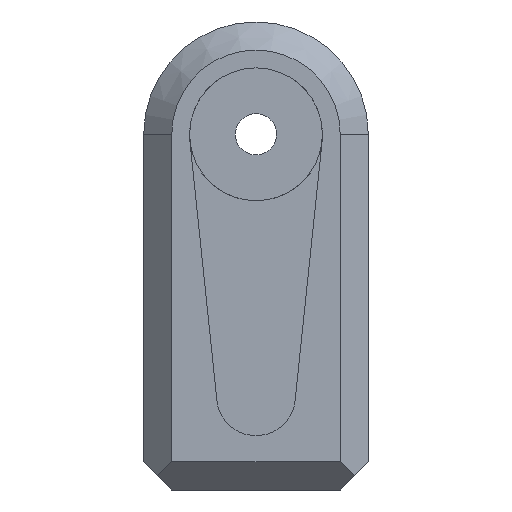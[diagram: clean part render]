
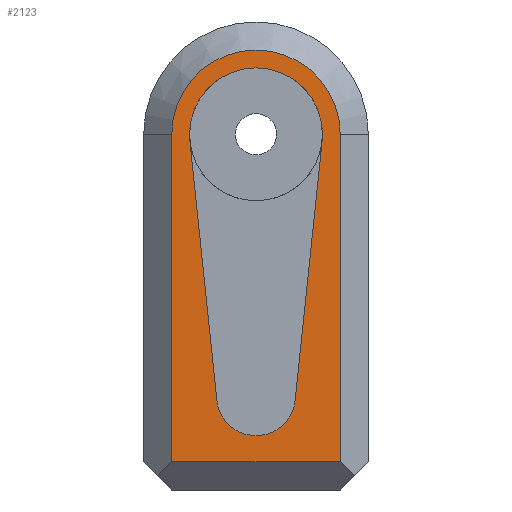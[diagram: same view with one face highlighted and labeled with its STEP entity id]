
A CAD part, front view. The second image highlights one B-rep face of the part: STEP entity #2123.
In plain terms, the highlighted planar face has unit normal (0, -1, 0).
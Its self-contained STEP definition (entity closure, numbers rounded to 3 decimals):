
#955 = PLANE('',#956);
#956 = AXIS2_PLACEMENT_3D('',#957,#958,#959);
#957 = CARTESIAN_POINT('',(-6.3,-20.5,1.5));
#958 = DIRECTION('',(-0.,0.707,0.707));
#959 = DIRECTION('',(1.,0.,0.));
#1206 = PLANE('',#1207);
#1207 = AXIS2_PLACEMENT_3D('',#1208,#1209,#1210);
#1208 = CARTESIAN_POINT('',(-4.5,-20.5,-5.));
#1209 = DIRECTION('',(-0.707,-0.707,0.));
#1210 = DIRECTION('',(0.,0.,1.));
#1568 = PLANE('',#1569);
#1569 = AXIS2_PLACEMENT_3D('',#1570,#1571,#1572);
#1570 = CARTESIAN_POINT('',(4.5,-20.5,-5.));
#1571 = DIRECTION('',(-0.707,0.707,0.));
#1572 = DIRECTION('',(0.,0.,1.));
#1696 = EDGE_CURVE('',#1697,#1699,#1701,.T.);
#1697 = VERTEX_POINT('',#1698);
#1698 = CARTESIAN_POINT('',(-4.5,-20.5,1.5));
#1699 = VERTEX_POINT('',#1700);
#1700 = CARTESIAN_POINT('',(-4.5,-20.5,19.));
#1701 = SURFACE_CURVE('',#1702,(#1706,#1713),.PCURVE_S1.);
#1702 = LINE('',#1703,#1704);
#1703 = CARTESIAN_POINT('',(-4.5,-20.5,12.5));
#1704 = VECTOR('',#1705,1.);
#1705 = DIRECTION('',(0.,0.,1.));
#1706 = PCURVE('',#1206,#1707);
#1707 = DEFINITIONAL_REPRESENTATION('',(#1708),#1712);
#1708 = LINE('',#1709,#1710);
#1709 = CARTESIAN_POINT('',(17.5,0.));
#1710 = VECTOR('',#1711,1.);
#1711 = DIRECTION('',(1.,0.));
#1712 = ( GEOMETRIC_REPRESENTATION_CONTEXT(2) 
PARAMETRIC_REPRESENTATION_CONTEXT() REPRESENTATION_CONTEXT('2D SPACE',''
  ) );
#1713 = PCURVE('',#1714,#1719);
#1714 = PLANE('',#1715);
#1715 = AXIS2_PLACEMENT_3D('',#1716,#1717,#1718);
#1716 = CARTESIAN_POINT('',(0.,-20.5,25.));
#1717 = DIRECTION('',(0.,-1.,0.));
#1718 = DIRECTION('',(0.,0.,-1.));
#1719 = DEFINITIONAL_REPRESENTATION('',(#1720),#1724);
#1720 = LINE('',#1721,#1722);
#1721 = CARTESIAN_POINT('',(12.5,-4.5));
#1722 = VECTOR('',#1723,1.);
#1723 = DIRECTION('',(-1.,0.));
#1724 = ( GEOMETRIC_REPRESENTATION_CONTEXT(2) 
PARAMETRIC_REPRESENTATION_CONTEXT() REPRESENTATION_CONTEXT('2D SPACE',''
  ) );
#1740 = CONICAL_SURFACE('',#1741,0.,0.785);
#1741 = AXIS2_PLACEMENT_3D('',#1742,#1743,#1744);
#1742 = CARTESIAN_POINT('',(0.,-25.,19.));
#1743 = DIRECTION('',(0.,1.,0.));
#1744 = DIRECTION('',(0.809,0.,-0.588
    ));
#2042 = VERTEX_POINT('',#2043);
#2043 = CARTESIAN_POINT('',(4.5,-20.5,1.5));
#2081 = VERTEX_POINT('',#2082);
#2082 = CARTESIAN_POINT('',(4.5,-20.5,19.));
#2103 = EDGE_CURVE('',#2042,#2081,#2104,.T.);
#2104 = SURFACE_CURVE('',#2105,(#2109,#2116),.PCURVE_S1.);
#2105 = LINE('',#2106,#2107);
#2106 = CARTESIAN_POINT('',(4.5,-20.5,12.5));
#2107 = VECTOR('',#2108,1.);
#2108 = DIRECTION('',(0.,0.,1.));
#2109 = PCURVE('',#1568,#2110);
#2110 = DEFINITIONAL_REPRESENTATION('',(#2111),#2115);
#2111 = LINE('',#2112,#2113);
#2112 = CARTESIAN_POINT('',(17.5,0.));
#2113 = VECTOR('',#2114,1.);
#2114 = DIRECTION('',(1.,0.));
#2115 = ( GEOMETRIC_REPRESENTATION_CONTEXT(2) 
PARAMETRIC_REPRESENTATION_CONTEXT() REPRESENTATION_CONTEXT('2D SPACE',''
  ) );
#2116 = PCURVE('',#1714,#2117);
#2117 = DEFINITIONAL_REPRESENTATION('',(#2118),#2122);
#2118 = LINE('',#2119,#2120);
#2119 = CARTESIAN_POINT('',(12.5,4.5));
#2120 = VECTOR('',#2121,1.);
#2121 = DIRECTION('',(-1.,0.));
#2122 = ( GEOMETRIC_REPRESENTATION_CONTEXT(2) 
PARAMETRIC_REPRESENTATION_CONTEXT() REPRESENTATION_CONTEXT('2D SPACE',''
  ) );
#2123 = ADVANCED_FACE('',(#2124,#2171),#1714,.T.);
#2124 = FACE_BOUND('',#2125,.T.);
#2125 = EDGE_LOOP('',(#2126,#2127,#2149,#2150));
#2126 = ORIENTED_EDGE('',*,*,#2103,.T.);
#2127 = ORIENTED_EDGE('',*,*,#2128,.T.);
#2128 = EDGE_CURVE('',#2081,#1699,#2129,.T.);
#2129 = SURFACE_CURVE('',#2130,(#2135,#2142),.PCURVE_S1.);
#2130 = CIRCLE('',#2131,4.5);
#2131 = AXIS2_PLACEMENT_3D('',#2132,#2133,#2134);
#2132 = CARTESIAN_POINT('',(0.,-20.5,19.));
#2133 = DIRECTION('',(0.,-1.,0.));
#2134 = DIRECTION('',(0.,-0.,-1.));
#2135 = PCURVE('',#1714,#2136);
#2136 = DEFINITIONAL_REPRESENTATION('',(#2137),#2141);
#2137 = CIRCLE('',#2138,4.5);
#2138 = AXIS2_PLACEMENT_2D('',#2139,#2140);
#2139 = CARTESIAN_POINT('',(6.,0.));
#2140 = DIRECTION('',(1.,0.));
#2141 = ( GEOMETRIC_REPRESENTATION_CONTEXT(2) 
PARAMETRIC_REPRESENTATION_CONTEXT() REPRESENTATION_CONTEXT('2D SPACE',''
  ) );
#2142 = PCURVE('',#1740,#2143);
#2143 = DEFINITIONAL_REPRESENTATION('',(#2144),#2148);
#2144 = LINE('',#2145,#2146);
#2145 = CARTESIAN_POINT('',(7.226,4.5));
#2146 = VECTOR('',#2147,1.);
#2147 = DIRECTION('',(-1.,0.));
#2148 = ( GEOMETRIC_REPRESENTATION_CONTEXT(2) 
PARAMETRIC_REPRESENTATION_CONTEXT() REPRESENTATION_CONTEXT('2D SPACE',''
  ) );
#2149 = ORIENTED_EDGE('',*,*,#1696,.F.);
#2150 = ORIENTED_EDGE('',*,*,#2151,.T.);
#2151 = EDGE_CURVE('',#1697,#2042,#2152,.T.);
#2152 = SURFACE_CURVE('',#2153,(#2157,#2164),.PCURVE_S1.);
#2153 = LINE('',#2154,#2155);
#2154 = CARTESIAN_POINT('',(0.,-20.5,1.5));
#2155 = VECTOR('',#2156,1.);
#2156 = DIRECTION('',(1.,0.,0.));
#2157 = PCURVE('',#1714,#2158);
#2158 = DEFINITIONAL_REPRESENTATION('',(#2159),#2163);
#2159 = LINE('',#2160,#2161);
#2160 = CARTESIAN_POINT('',(23.5,0.));
#2161 = VECTOR('',#2162,1.);
#2162 = DIRECTION('',(0.,1.));
#2163 = ( GEOMETRIC_REPRESENTATION_CONTEXT(2) 
PARAMETRIC_REPRESENTATION_CONTEXT() REPRESENTATION_CONTEXT('2D SPACE',''
  ) );
#2164 = PCURVE('',#955,#2165);
#2165 = DEFINITIONAL_REPRESENTATION('',(#2166),#2170);
#2166 = LINE('',#2167,#2168);
#2167 = CARTESIAN_POINT('',(6.3,0.));
#2168 = VECTOR('',#2169,1.);
#2169 = DIRECTION('',(1.,0.));
#2170 = ( GEOMETRIC_REPRESENTATION_CONTEXT(2) 
PARAMETRIC_REPRESENTATION_CONTEXT() REPRESENTATION_CONTEXT('2D SPACE',''
  ) );
#2171 = FACE_BOUND('',#2172,.T.);
#2172 = EDGE_LOOP('',(#2173,#2204,#2232,#2261));
#2173 = ORIENTED_EDGE('',*,*,#2174,.F.);
#2174 = EDGE_CURVE('',#2175,#2177,#2179,.T.);
#2175 = VERTEX_POINT('',#2176);
#2176 = CARTESIAN_POINT('',(3.531,-20.5,18.632));
#2177 = VERTEX_POINT('',#2178);
#2178 = CARTESIAN_POINT('',(-3.531,-20.5,18.632));
#2179 = SURFACE_CURVE('',#2180,(#2185,#2192),.PCURVE_S1.);
#2180 = CIRCLE('',#2181,3.55);
#2181 = AXIS2_PLACEMENT_3D('',#2182,#2183,#2184);
#2182 = CARTESIAN_POINT('',(0.,-20.5,19.));
#2183 = DIRECTION('',(0.,-1.,0.));
#2184 = DIRECTION('',(0.,-0.,-1.));
#2185 = PCURVE('',#1714,#2186);
#2186 = DEFINITIONAL_REPRESENTATION('',(#2187),#2191);
#2187 = CIRCLE('',#2188,3.55);
#2188 = AXIS2_PLACEMENT_2D('',#2189,#2190);
#2189 = CARTESIAN_POINT('',(6.,0.));
#2190 = DIRECTION('',(1.,0.));
#2191 = ( GEOMETRIC_REPRESENTATION_CONTEXT(2) 
PARAMETRIC_REPRESENTATION_CONTEXT() REPRESENTATION_CONTEXT('2D SPACE',''
  ) );
#2192 = PCURVE('',#2193,#2198);
#2193 = CYLINDRICAL_SURFACE('',#2194,3.55);
#2194 = AXIS2_PLACEMENT_3D('',#2195,#2196,#2197);
#2195 = CARTESIAN_POINT('',(0.,-19.5,19.));
#2196 = DIRECTION('',(0.,-1.,0.));
#2197 = DIRECTION('',(0.995,0.,-0.104));
#2198 = DEFINITIONAL_REPRESENTATION('',(#2199),#2203);
#2199 = LINE('',#2200,#2201);
#2200 = CARTESIAN_POINT('',(-1.467,1.));
#2201 = VECTOR('',#2202,1.);
#2202 = DIRECTION('',(1.,0.));
#2203 = ( GEOMETRIC_REPRESENTATION_CONTEXT(2) 
PARAMETRIC_REPRESENTATION_CONTEXT() REPRESENTATION_CONTEXT('2D SPACE',''
  ) );
#2204 = ORIENTED_EDGE('',*,*,#2205,.F.);
#2205 = EDGE_CURVE('',#2206,#2175,#2208,.T.);
#2206 = VERTEX_POINT('',#2207);
#2207 = CARTESIAN_POINT('',(2.089,-20.5,4.783));
#2208 = SURFACE_CURVE('',#2209,(#2213,#2220),.PCURVE_S1.);
#2209 = LINE('',#2210,#2211);
#2210 = CARTESIAN_POINT('',(2.81,-20.5,11.707));
#2211 = VECTOR('',#2212,1.);
#2212 = DIRECTION('',(0.104,0.,0.995));
#2213 = PCURVE('',#1714,#2214);
#2214 = DEFINITIONAL_REPRESENTATION('',(#2215),#2219);
#2215 = LINE('',#2216,#2217);
#2216 = CARTESIAN_POINT('',(13.293,2.81));
#2217 = VECTOR('',#2218,1.);
#2218 = DIRECTION('',(-0.995,0.104));
#2219 = ( GEOMETRIC_REPRESENTATION_CONTEXT(2) 
PARAMETRIC_REPRESENTATION_CONTEXT() REPRESENTATION_CONTEXT('2D SPACE',''
  ) );
#2220 = PCURVE('',#2221,#2226);
#2221 = PLANE('',#2222);
#2222 = AXIS2_PLACEMENT_3D('',#2223,#2224,#2225);
#2223 = CARTESIAN_POINT('',(2.089,-20.5,4.783));
#2224 = DIRECTION('',(-0.995,0.,0.104));
#2225 = DIRECTION('',(0.104,0.,0.995));
#2226 = DEFINITIONAL_REPRESENTATION('',(#2227),#2231);
#2227 = LINE('',#2228,#2229);
#2228 = CARTESIAN_POINT('',(6.962,0.));
#2229 = VECTOR('',#2230,1.);
#2230 = DIRECTION('',(1.,0.));
#2231 = ( GEOMETRIC_REPRESENTATION_CONTEXT(2) 
PARAMETRIC_REPRESENTATION_CONTEXT() REPRESENTATION_CONTEXT('2D SPACE',''
  ) );
#2232 = ORIENTED_EDGE('',*,*,#2233,.F.);
#2233 = EDGE_CURVE('',#2234,#2206,#2236,.T.);
#2234 = VERTEX_POINT('',#2235);
#2235 = CARTESIAN_POINT('',(-2.089,-20.5,4.783));
#2236 = SURFACE_CURVE('',#2237,(#2242,#2249),.PCURVE_S1.);
#2237 = CIRCLE('',#2238,2.1);
#2238 = AXIS2_PLACEMENT_3D('',#2239,#2240,#2241);
#2239 = CARTESIAN_POINT('',(0.,-20.5,5.));
#2240 = DIRECTION('',(0.,-1.,0.));
#2241 = DIRECTION('',(0.,-0.,-1.));
#2242 = PCURVE('',#1714,#2243);
#2243 = DEFINITIONAL_REPRESENTATION('',(#2244),#2248);
#2244 = CIRCLE('',#2245,2.1);
#2245 = AXIS2_PLACEMENT_2D('',#2246,#2247);
#2246 = CARTESIAN_POINT('',(20.,0.));
#2247 = DIRECTION('',(1.,0.));
#2248 = ( GEOMETRIC_REPRESENTATION_CONTEXT(2) 
PARAMETRIC_REPRESENTATION_CONTEXT() REPRESENTATION_CONTEXT('2D SPACE',''
  ) );
#2249 = PCURVE('',#2250,#2255);
#2250 = CYLINDRICAL_SURFACE('',#2251,2.1);
#2251 = AXIS2_PLACEMENT_3D('',#2252,#2253,#2254);
#2252 = CARTESIAN_POINT('',(0.,-19.5,5.));
#2253 = DIRECTION('',(0.,-1.,0.));
#2254 = DIRECTION('',(-0.995,-0.,-0.104));
#2255 = DEFINITIONAL_REPRESENTATION('',(#2256),#2260);
#2256 = LINE('',#2257,#2258);
#2257 = CARTESIAN_POINT('',(-4.816,1.));
#2258 = VECTOR('',#2259,1.);
#2259 = DIRECTION('',(1.,0.));
#2260 = ( GEOMETRIC_REPRESENTATION_CONTEXT(2) 
PARAMETRIC_REPRESENTATION_CONTEXT() REPRESENTATION_CONTEXT('2D SPACE',''
  ) );
#2261 = ORIENTED_EDGE('',*,*,#2262,.T.);
#2262 = EDGE_CURVE('',#2234,#2177,#2263,.T.);
#2263 = SURFACE_CURVE('',#2264,(#2268,#2275),.PCURVE_S1.);
#2264 = LINE('',#2265,#2266);
#2265 = CARTESIAN_POINT('',(-2.81,-20.5,11.707));
#2266 = VECTOR('',#2267,1.);
#2267 = DIRECTION('',(-0.104,0.,0.995));
#2268 = PCURVE('',#1714,#2269);
#2269 = DEFINITIONAL_REPRESENTATION('',(#2270),#2274);
#2270 = LINE('',#2271,#2272);
#2271 = CARTESIAN_POINT('',(13.293,-2.81));
#2272 = VECTOR('',#2273,1.);
#2273 = DIRECTION('',(-0.995,-0.104));
#2274 = ( GEOMETRIC_REPRESENTATION_CONTEXT(2) 
PARAMETRIC_REPRESENTATION_CONTEXT() REPRESENTATION_CONTEXT('2D SPACE',''
  ) );
#2275 = PCURVE('',#2276,#2281);
#2276 = PLANE('',#2277);
#2277 = AXIS2_PLACEMENT_3D('',#2278,#2279,#2280);
#2278 = CARTESIAN_POINT('',(-2.089,-20.5,4.783));
#2279 = DIRECTION('',(-0.995,0.,-0.104));
#2280 = DIRECTION('',(-0.104,0.,0.995));
#2281 = DEFINITIONAL_REPRESENTATION('',(#2282),#2286);
#2282 = LINE('',#2283,#2284);
#2283 = CARTESIAN_POINT('',(6.962,0.));
#2284 = VECTOR('',#2285,1.);
#2285 = DIRECTION('',(1.,0.));
#2286 = ( GEOMETRIC_REPRESENTATION_CONTEXT(2) 
PARAMETRIC_REPRESENTATION_CONTEXT() REPRESENTATION_CONTEXT('2D SPACE',''
  ) );
